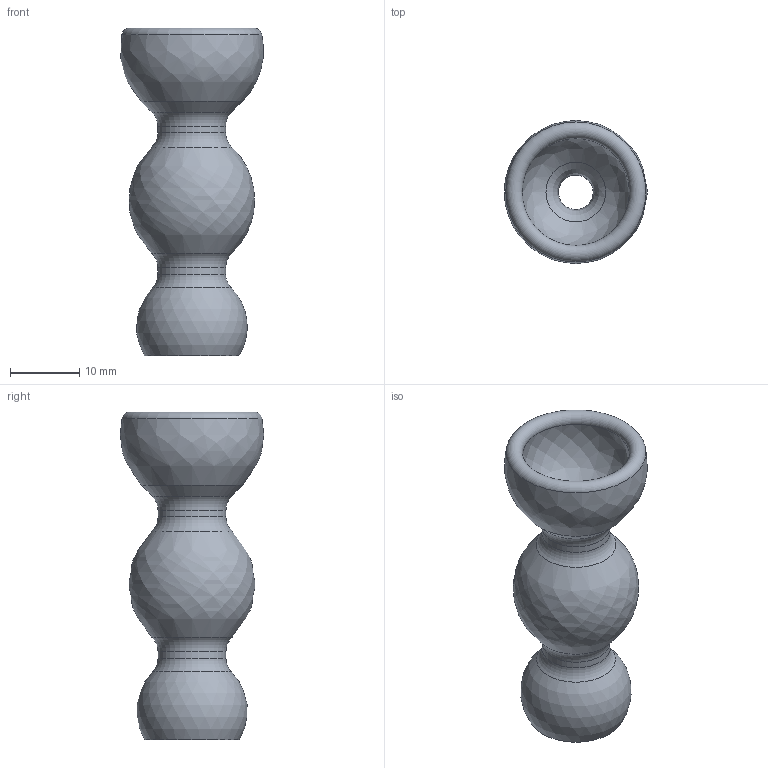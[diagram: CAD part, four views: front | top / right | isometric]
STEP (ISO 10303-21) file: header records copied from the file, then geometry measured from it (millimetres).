
FILE_DESCRIPTION(('FreeCAD Model'),'2;1');
FILE_NAME('Open CASCADE Shape Model','2024-07-26T16:14:21',(''),(''), 'Open CASCADE STEP processor 7.6','FreeCAD','Unknown');
FILE_SCHEMA(('AUTOMOTIVE_DESIGN { 1 0 10303 214 1 1 1 1 }'));
Length unit declared in the file: millimetre
Products named in the file (1): Ball-Joint_40mm
Bounding box: 20.62 x 20.7 x 47.33 mm (x, y, z)
Volume: 4898.8 mm3; surface area: 4244.9 mm2
Topology: 1 solids, 1 shells, 22 faces, 43 edges, 22 vertices
Faces by surface type: torus 9, cylinder 4, revolution 4, cone 2, sphere 2, plane 1
Full cylindrical faces by diameter (mm): 5 x2, 9.8 x2
Entity records: 608 total; most frequent: DIRECTION 130, CARTESIAN_POINT 92, ORIENTED_EDGE 86, AXIS2_PLACEMENT_3D 60, EDGE_CURVE 43, CIRCLE 41, FACE_BOUND 23, EDGE_LOOP 23
